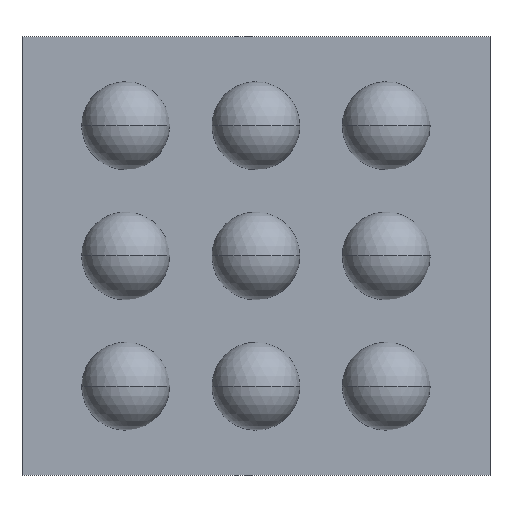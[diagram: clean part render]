
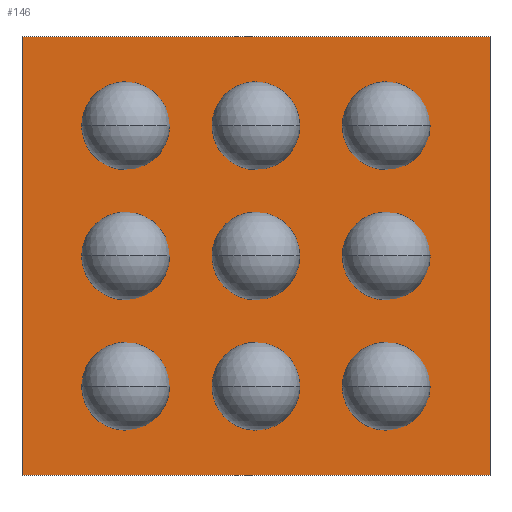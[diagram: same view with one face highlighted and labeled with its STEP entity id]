
A CAD part, front view. The second image highlights one B-rep face of the part: STEP entity #146.
In plain terms, the highlighted planar face has unit normal (0, -1, 0).
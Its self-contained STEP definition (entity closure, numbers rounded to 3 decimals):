
#32 = VERTEX_POINT ( 'NONE', #960 ) ;
#41 = CARTESIAN_POINT ( 'NONE',  ( 0.719, 0.22, -0.674 ) ) ;
#146 = ADVANCED_FACE ( 'NONE', ( #328 ), #1154, .T. ) ;
#212 = EDGE_CURVE ( 'NONE', #1066, #1396, #1075, .T. ) ;
#275 = DIRECTION ( 'NONE',  ( -1., 0., 0. ) ) ;
#295 = DIRECTION ( 'NONE',  ( 1., 0., 0. ) ) ;
#328 = FACE_OUTER_BOUND ( 'NONE', #1731, .T. ) ;
#334 = CARTESIAN_POINT ( 'NONE',  ( 0.719, 0.22, 0.673 ) ) ;
#362 = ORIENTED_EDGE ( 'NONE', *, *, #1083, .F. ) ;
#416 = EDGE_CURVE ( 'NONE', #32, #1066, #1409, .T. ) ;
#452 = CARTESIAN_POINT ( 'NONE',  ( -0.719, 0.22, -0.674 ) ) ;
#594 = DIRECTION ( 'NONE',  ( 0., 0., -1. ) ) ;
#719 = LINE ( 'NONE', #1234, #1132 ) ;
#745 = VECTOR ( 'NONE', #295, 1000. ) ;
#756 = CARTESIAN_POINT ( 'NONE',  ( -0.719, 0.22, 0.673 ) ) ;
#844 = LINE ( 'NONE', #756, #745 ) ;
#889 = VECTOR ( 'NONE', #1404, 1000. ) ;
#960 = CARTESIAN_POINT ( 'NONE',  ( 0.719, 0.22, 0.673 ) ) ;
#1042 = CARTESIAN_POINT ( 'NONE',  ( -0.719, 0.22, 0.673 ) ) ;
#1044 = ORIENTED_EDGE ( 'NONE', *, *, #1159, .F. ) ;
#1051 = ORIENTED_EDGE ( 'NONE', *, *, #212, .F. ) ;
#1055 = AXIS2_PLACEMENT_3D ( 'NONE', #1146, #1544, #594 ) ;
#1066 = VERTEX_POINT ( 'NONE', #41 ) ;
#1075 = LINE ( 'NONE', #1476, #1499 ) ;
#1083 = EDGE_CURVE ( 'NONE', #1210, #32, #844, .T. ) ;
#1132 = VECTOR ( 'NONE', #1240, 1000. ) ;
#1146 = CARTESIAN_POINT ( 'NONE',  ( 0., 0.22, 0. ) ) ;
#1154 = PLANE ( 'NONE',  #1055 ) ;
#1159 = EDGE_CURVE ( 'NONE', #1396, #1210, #719, .T. ) ;
#1210 = VERTEX_POINT ( 'NONE', #1042 ) ;
#1234 = CARTESIAN_POINT ( 'NONE',  ( -0.719, 0.22, 0.673 ) ) ;
#1240 = DIRECTION ( 'NONE',  ( 0., 0., 1. ) ) ;
#1316 = ORIENTED_EDGE ( 'NONE', *, *, #416, .F. ) ;
#1396 = VERTEX_POINT ( 'NONE', #452 ) ;
#1404 = DIRECTION ( 'NONE',  ( 0., 0., -1. ) ) ;
#1409 = LINE ( 'NONE', #334, #889 ) ;
#1476 = CARTESIAN_POINT ( 'NONE',  ( -0.719, 0.22, -0.674 ) ) ;
#1499 = VECTOR ( 'NONE', #275, 1000. ) ;
#1544 = DIRECTION ( 'NONE',  ( 0., -1., 0. ) ) ;
#1731 = EDGE_LOOP ( 'NONE', ( #1316, #362, #1044, #1051 ) ) ;
